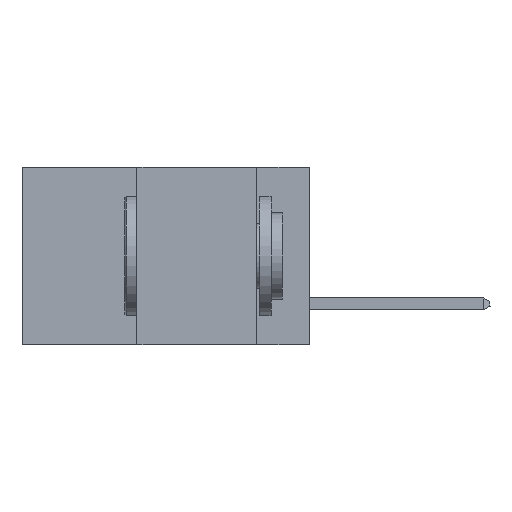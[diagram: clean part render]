
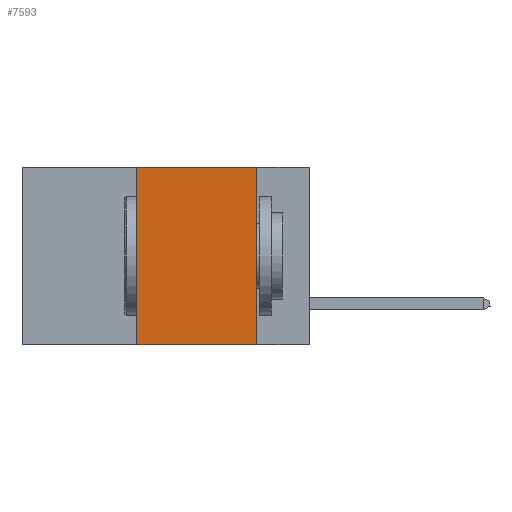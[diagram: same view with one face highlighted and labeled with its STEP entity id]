
A CAD part, left-side view. The second image highlights one B-rep face of the part: STEP entity #7593.
In plain terms, the highlighted planar face has unit normal (-1, 0, 0).
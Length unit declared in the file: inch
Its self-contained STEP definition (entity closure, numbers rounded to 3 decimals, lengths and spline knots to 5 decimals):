
#639 = EDGE_CURVE ( 'NONE', #18429, #27025, #10933, .T. ) ;
#1659 = DIRECTION ( 'NONE',  ( 0., 0., -1. ) ) ;
#1937 = LINE ( 'NONE', #32433, #37136 ) ;
#3066 = DIRECTION ( 'NONE',  ( 0., 0., -1. ) ) ;
#4278 = CARTESIAN_POINT ( 'NONE',  ( 0., 0.36, 0. ) ) ;
#4425 = ORIENTED_EDGE ( 'NONE', *, *, #639, .F. ) ;
#4439 = LINE ( 'NONE', #4278, #29423 ) ;
#6006 = CARTESIAN_POINT ( 'NONE',  ( 0., 0.11, -0.37 ) ) ;
#7593 = ADVANCED_FACE ( 'NONE', ( #31546 ), #23654, .F. ) ;
#10933 = LINE ( 'NONE', #26107, #35915 ) ;
#12229 = LINE ( 'NONE', #14558, #39359 ) ;
#13339 = EDGE_CURVE ( 'NONE', #19258, #35626, #12229, .T. ) ;
#14558 = CARTESIAN_POINT ( 'NONE',  ( 0., 0.6, -0.37 ) ) ;
#16255 = DIRECTION ( 'NONE',  ( 0., -1., 0. ) ) ;
#16769 = ORIENTED_EDGE ( 'NONE', *, *, #32837, .F. ) ;
#17194 = CARTESIAN_POINT ( 'NONE',  ( 0., 0.11, 0. ) ) ;
#18429 = VERTEX_POINT ( 'NONE', #30883 ) ;
#19258 = VERTEX_POINT ( 'NONE', #19468 ) ;
#19468 = CARTESIAN_POINT ( 'NONE',  ( 0., 0.36, -0.37 ) ) ;
#23497 = DIRECTION ( 'NONE',  ( 1., 0., 0. ) ) ;
#23654 = PLANE ( 'NONE',  #41582 ) ;
#23804 = CARTESIAN_POINT ( 'NONE',  ( 0., 0.6, 0. ) ) ;
#26107 = CARTESIAN_POINT ( 'NONE',  ( 0., 0.6, 0. ) ) ;
#27025 = VERTEX_POINT ( 'NONE', #17194 ) ;
#28290 = EDGE_LOOP ( 'NONE', ( #44324, #4425, #16769, #30488 ) ) ;
#28534 = DIRECTION ( 'NONE',  ( 0., 0., 1. ) ) ;
#29423 = VECTOR ( 'NONE', #28534, 39.37008 ) ;
#30488 = ORIENTED_EDGE ( 'NONE', *, *, #13339, .T. ) ;
#30883 = CARTESIAN_POINT ( 'NONE',  ( 0., 0.36, 0. ) ) ;
#31546 = FACE_OUTER_BOUND ( 'NONE', #28290, .T. ) ;
#32433 = CARTESIAN_POINT ( 'NONE',  ( 0., 0.11, 0. ) ) ;
#32837 = EDGE_CURVE ( 'NONE', #19258, #18429, #4439, .T. ) ;
#35626 = VERTEX_POINT ( 'NONE', #6006 ) ;
#35915 = VECTOR ( 'NONE', #16255, 39.37008 ) ;
#36834 = EDGE_CURVE ( 'NONE', #27025, #35626, #1937, .T. ) ;
#37136 = VECTOR ( 'NONE', #1659, 39.37008 ) ;
#38812 = DIRECTION ( 'NONE',  ( 0., -1., 0. ) ) ;
#39359 = VECTOR ( 'NONE', #38812, 39.37008 ) ;
#41582 = AXIS2_PLACEMENT_3D ( 'NONE', #23804, #23497, #3066 ) ;
#44324 = ORIENTED_EDGE ( 'NONE', *, *, #36834, .F. ) ;
